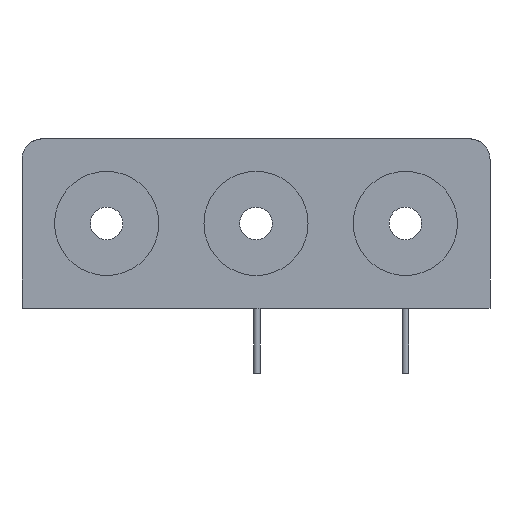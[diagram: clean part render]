
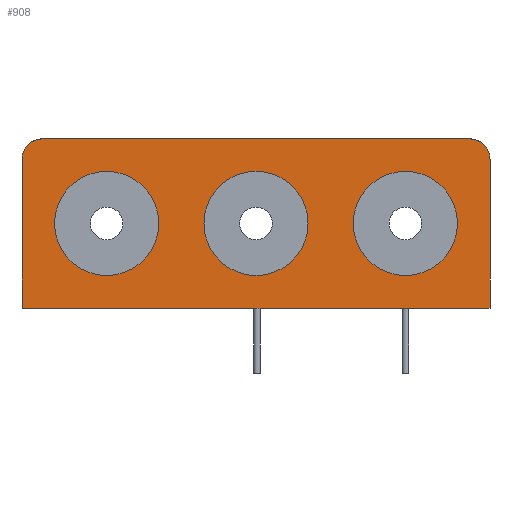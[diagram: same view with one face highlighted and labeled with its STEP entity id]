
A CAD part, front view. The second image highlights one B-rep face of the part: STEP entity #908.
In plain terms, the highlighted planar face has unit normal (0, -1, 0).
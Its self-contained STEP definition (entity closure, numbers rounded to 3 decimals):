
#474 = VERTEX_POINT('',#475);
#475 = CARTESIAN_POINT('',(17.653,-48.768,11.4));
#481 = EDGE_CURVE('',#482,#474,#484,.T.);
#482 = VERTEX_POINT('',#483);
#483 = CARTESIAN_POINT('',(17.653,-48.768,0.));
#484 = LINE('',#485,#486);
#485 = CARTESIAN_POINT('',(17.653,-48.768,0.));
#486 = VECTOR('',#487,1.);
#487 = DIRECTION('',(0.,0.,1.));
#822 = VERTEX_POINT('',#823);
#823 = CARTESIAN_POINT('',(-18.288,-48.768,0.));
#829 = EDGE_CURVE('',#482,#822,#830,.T.);
#830 = LINE('',#831,#832);
#831 = CARTESIAN_POINT('',(17.653,-48.768,0.));
#832 = VECTOR('',#833,1.);
#833 = DIRECTION('',(-1.,0.,0.));
#908 = ADVANCED_FACE('',(#909,#945,#956,#967),#978,.T.);
#909 = FACE_BOUND('',#910,.T.);
#910 = EDGE_LOOP('',(#911,#912,#921,#929,#938,#944));
#911 = ORIENTED_EDGE('',*,*,#481,.T.);
#912 = ORIENTED_EDGE('',*,*,#913,.F.);
#913 = EDGE_CURVE('',#914,#474,#916,.T.);
#914 = VERTEX_POINT('',#915);
#915 = CARTESIAN_POINT('',(16.053,-48.768,13.));
#916 = CIRCLE('',#917,1.6);
#917 = AXIS2_PLACEMENT_3D('',#918,#919,#920);
#918 = CARTESIAN_POINT('',(16.053,-48.768,11.4));
#919 = DIRECTION('',(0.,1.,0.));
#920 = DIRECTION('',(0.,0.,-1.));
#921 = ORIENTED_EDGE('',*,*,#922,.T.);
#922 = EDGE_CURVE('',#914,#923,#925,.T.);
#923 = VERTEX_POINT('',#924);
#924 = CARTESIAN_POINT('',(-16.688,-48.768,13.));
#925 = LINE('',#926,#927);
#926 = CARTESIAN_POINT('',(17.653,-48.768,13.));
#927 = VECTOR('',#928,1.);
#928 = DIRECTION('',(-1.,0.,0.));
#929 = ORIENTED_EDGE('',*,*,#930,.F.);
#930 = EDGE_CURVE('',#931,#923,#933,.T.);
#931 = VERTEX_POINT('',#932);
#932 = CARTESIAN_POINT('',(-18.288,-48.768,11.4));
#933 = CIRCLE('',#934,1.6);
#934 = AXIS2_PLACEMENT_3D('',#935,#936,#937);
#935 = CARTESIAN_POINT('',(-16.688,-48.768,11.4));
#936 = DIRECTION('',(0.,1.,0.));
#937 = DIRECTION('',(0.,0.,1.));
#938 = ORIENTED_EDGE('',*,*,#939,.F.);
#939 = EDGE_CURVE('',#822,#931,#940,.T.);
#940 = LINE('',#941,#942);
#941 = CARTESIAN_POINT('',(-18.288,-48.768,0.));
#942 = VECTOR('',#943,1.);
#943 = DIRECTION('',(0.,0.,1.));
#944 = ORIENTED_EDGE('',*,*,#829,.F.);
#945 = FACE_BOUND('',#946,.T.);
#946 = EDGE_LOOP('',(#947));
#947 = ORIENTED_EDGE('',*,*,#948,.F.);
#948 = EDGE_CURVE('',#949,#949,#951,.T.);
#949 = VERTEX_POINT('',#950);
#950 = CARTESIAN_POINT('',(15.153,-48.768,6.5));
#951 = CIRCLE('',#952,4.);
#952 = AXIS2_PLACEMENT_3D('',#953,#954,#955);
#953 = CARTESIAN_POINT('',(11.153,-48.768,6.5));
#954 = DIRECTION('',(0.,-1.,0.));
#955 = DIRECTION('',(1.,0.,0.));
#956 = FACE_BOUND('',#957,.T.);
#957 = EDGE_LOOP('',(#958));
#958 = ORIENTED_EDGE('',*,*,#959,.F.);
#959 = EDGE_CURVE('',#960,#960,#962,.T.);
#960 = VERTEX_POINT('',#961);
#961 = CARTESIAN_POINT('',(3.683,-48.768,6.5));
#962 = CIRCLE('',#963,4.);
#963 = AXIS2_PLACEMENT_3D('',#964,#965,#966);
#964 = CARTESIAN_POINT('',(-0.318,-48.768,6.5));
#965 = DIRECTION('',(0.,-1.,0.));
#966 = DIRECTION('',(1.,0.,0.));
#967 = FACE_BOUND('',#968,.T.);
#968 = EDGE_LOOP('',(#969));
#969 = ORIENTED_EDGE('',*,*,#970,.F.);
#970 = EDGE_CURVE('',#971,#971,#973,.T.);
#971 = VERTEX_POINT('',#972);
#972 = CARTESIAN_POINT('',(-7.788,-48.768,6.5));
#973 = CIRCLE('',#974,4.);
#974 = AXIS2_PLACEMENT_3D('',#975,#976,#977);
#975 = CARTESIAN_POINT('',(-11.788,-48.768,6.5));
#976 = DIRECTION('',(0.,-1.,0.));
#977 = DIRECTION('',(1.,0.,0.));
#978 = PLANE('',#979);
#979 = AXIS2_PLACEMENT_3D('',#980,#981,#982);
#980 = CARTESIAN_POINT('',(17.653,-48.768,0.));
#981 = DIRECTION('',(0.,-1.,0.));
#982 = DIRECTION('',(-1.,0.,0.));
